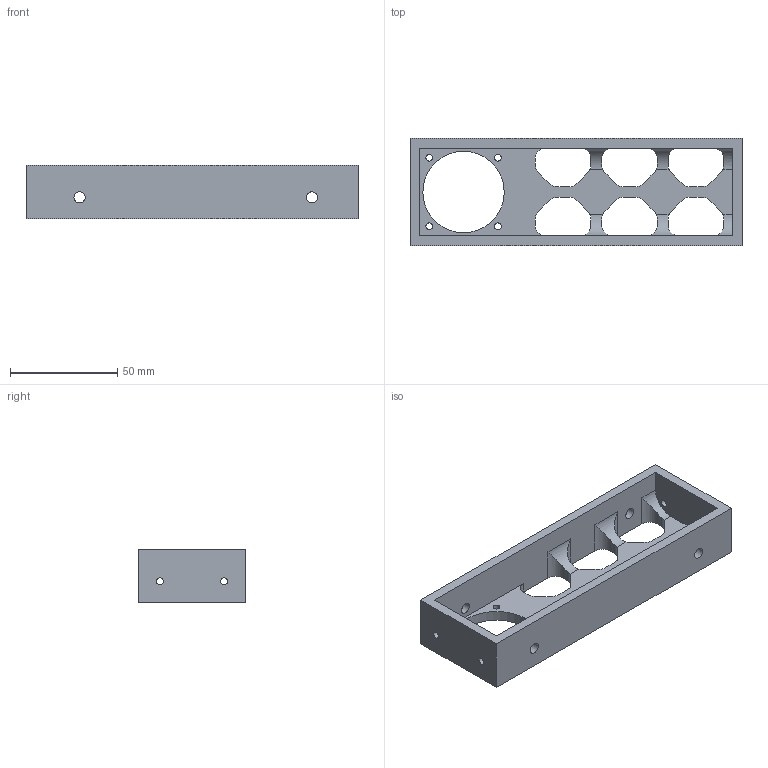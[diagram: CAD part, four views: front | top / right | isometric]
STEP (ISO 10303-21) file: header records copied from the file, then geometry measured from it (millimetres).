
FILE_DESCRIPTION(/* description */ (''),/* implementation_level */ '2;1');
FILE_NAME(/* name */ 'Grill_FAN_Panels.step',/* time_stamp */ '2021-08-29T19:51:27+02:00',/* author */ (''),/* organization */ (''),/* preprocessor_version */ 'ST-DEVELOPER v18.1',/* originating_system */ 'Autodesk Translation Framework v10.10.0.1391',/* authorisation */ '');
FILE_SCHEMA (('AUTOMOTIVE_DESIGN { 1 0 10303 214 3 1 1 }'));
Length unit declared in the file: millimetre
Products named in the file (1): Grill_FAN
Bounding box: 155 x 50 x 25 mm (x, y, z)
Volume: 56855.5 mm3; surface area: 29350.2 mm2
Topology: 1 solids, 1 shells, 96 faces, 297 edges, 198 vertices
Faces by surface type: cylinder 55, plane 41
Full cylindrical faces by diameter (mm): 3.2 x8, 5.2 x4, 38 x1
Entity records: 3550 total; most frequent: CARTESIAN_POINT 732, ORIENTED_EDGE 594, DIRECTION 571, EDGE_CURVE 297, VERTEX_POINT 198, AXIS2_PLACEMENT_3D 197, LINE 177, VECTOR 177
